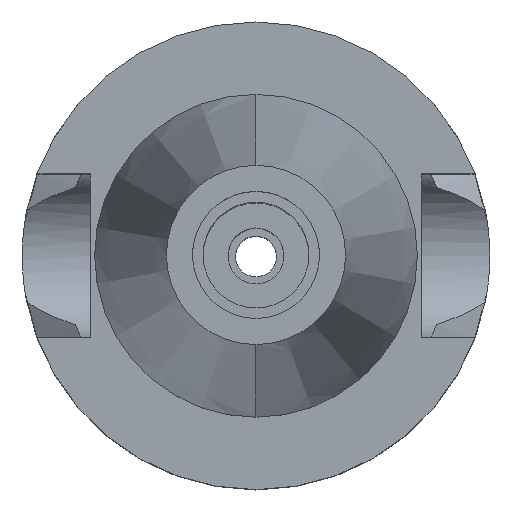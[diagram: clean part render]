
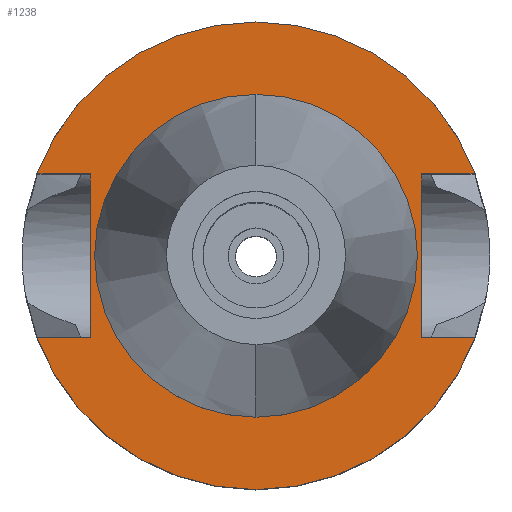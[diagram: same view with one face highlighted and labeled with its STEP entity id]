
A CAD part, top view. The second image highlights one B-rep face of the part: STEP entity #1238.
In plain terms, the highlighted planar face has unit normal (0, 0, 1).
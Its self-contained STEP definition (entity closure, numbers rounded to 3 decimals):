
#94=DIRECTION('',(0.,1.,0.));
#95=VECTOR('',#94,16.1);
#96=CARTESIAN_POINT('',(-16.3,-8.05,-1.));
#97=LINE('',#96,#95);
#101=DIRECTION('',(-1.,0.,0.));
#102=VECTOR('',#101,5.245);
#103=CARTESIAN_POINT('',(-16.3,8.05,-1.));
#104=LINE('',#103,#102);
#108=CARTESIAN_POINT('',(0.,0.,-1.));
#109=DIRECTION('',(0.,0.,-1.));
#110=DIRECTION('',(-0.937,0.35,0.));
#111=AXIS2_PLACEMENT_3D('',#108,#109,#110);
#116=CARTESIAN_POINT('',(0.,0.,-1.));
#117=DIRECTION('',(0.,0.,-1.));
#118=DIRECTION('',(0.,1.,0.));
#119=AXIS2_PLACEMENT_3D('',#116,#117,#118);
#124=DIRECTION('',(0.,-1.,0.));
#125=VECTOR('',#124,16.1);
#126=CARTESIAN_POINT('',(16.3,8.05,-1.));
#127=LINE('',#126,#125);
#131=DIRECTION('',(1.,0.,0.));
#132=VECTOR('',#131,5.245);
#133=CARTESIAN_POINT('',(16.3,-8.05,-1.));
#134=LINE('',#133,#132);
#138=CARTESIAN_POINT('',(0.,0.,-1.));
#139=DIRECTION('',(0.,0.,-1.));
#140=DIRECTION('',(0.937,-0.35,0.));
#141=AXIS2_PLACEMENT_3D('',#138,#139,#140);
#146=CARTESIAN_POINT('',(0.,0.,-1.));
#147=DIRECTION('',(0.,0.,-1.));
#148=DIRECTION('',(0.,-1.,0.));
#149=AXIS2_PLACEMENT_3D('',#146,#147,#148);
#154=CARTESIAN_POINT('',(0.,0.,-1.));
#155=DIRECTION('',(0.,0.,1.));
#156=DIRECTION('',(0.,-1.,0.));
#157=AXIS2_PLACEMENT_3D('',#154,#155,#156);
#162=CARTESIAN_POINT('',(0.,0.,-1.));
#163=DIRECTION('',(0.,0.,1.));
#164=DIRECTION('',(0.,1.,0.));
#165=AXIS2_PLACEMENT_3D('',#162,#163,#164);
#210=DIRECTION('',(-1.,0.,0.));
#211=VECTOR('',#210,5.245);
#212=CARTESIAN_POINT('',(-16.3,-8.05,-1.));
#213=LINE('',#212,#211);
#333=DIRECTION('',(1.,0.,0.));
#334=VECTOR('',#333,5.245);
#335=CARTESIAN_POINT('',(16.3,8.05,-1.));
#336=LINE('',#335,#334);
#1105=CARTESIAN_POINT('',(-16.3,-8.05,-1.));
#1106=VERTEX_POINT('',#1105);
#1107=CARTESIAN_POINT('',(-21.545,-8.05,-1.));
#1108=VERTEX_POINT('',#1107);
#1109=CARTESIAN_POINT('',(-16.3,8.05,-1.));
#1110=VERTEX_POINT('',#1109);
#1111=CARTESIAN_POINT('',(-21.545,8.05,-1.));
#1112=VERTEX_POINT('',#1111);
#1113=CARTESIAN_POINT('',(0.,23.,-1.));
#1114=CARTESIAN_POINT('',(21.545,8.05,-1.));
#1115=VERTEX_POINT('',#1113);
#1116=VERTEX_POINT('',#1114);
#1117=CARTESIAN_POINT('',(16.3,8.05,-1.));
#1118=VERTEX_POINT('',#1117);
#1119=CARTESIAN_POINT('',(16.3,-8.05,-1.));
#1120=VERTEX_POINT('',#1119);
#1121=CARTESIAN_POINT('',(21.545,-8.05,-1.));
#1122=VERTEX_POINT('',#1121);
#1123=CARTESIAN_POINT('',(0.,-23.,-1.));
#1124=VERTEX_POINT('',#1123);
#1125=CARTESIAN_POINT('',(0.,-15.875,-1.));
#1126=CARTESIAN_POINT('',(0.,15.875,-1.));
#1127=VERTEX_POINT('',#1125);
#1128=VERTEX_POINT('',#1126);
#1207=CARTESIAN_POINT('',(0.,0.,-1.));
#1208=DIRECTION('',(0.,0.,-1.));
#1209=DIRECTION('',(0.,-1.,0.));
#1210=AXIS2_PLACEMENT_3D('',#1207,#1208,#1209);
#1211=PLANE('',#1210);
#1213=ORIENTED_EDGE('',*,*,#1212,.T.);
#1215=ORIENTED_EDGE('',*,*,#1214,.T.);
#1217=ORIENTED_EDGE('',*,*,#1216,.T.);
#1219=ORIENTED_EDGE('',*,*,#1218,.T.);
#1221=ORIENTED_EDGE('',*,*,#1220,.F.);
#1223=ORIENTED_EDGE('',*,*,#1222,.T.);
#1225=ORIENTED_EDGE('',*,*,#1224,.T.);
#1227=ORIENTED_EDGE('',*,*,#1226,.T.);
#1229=ORIENTED_EDGE('',*,*,#1228,.T.);
#1231=ORIENTED_EDGE('',*,*,#1230,.F.);
#1232=EDGE_LOOP('',(#1213,#1215,#1217,#1219,#1221,#1223,#1225,#1227,#1229,
#1231));
#1233=FACE_OUTER_BOUND('',#1232,.F.);
#1234=ORIENTED_EDGE('',*,*,#1186,.T.);
#1235=ORIENTED_EDGE('',*,*,#1202,.T.);
#1236=EDGE_LOOP('',(#1234,#1235));
#1237=FACE_BOUND('',#1236,.F.);
#112=CIRCLE('',#111,23.);
#120=CIRCLE('',#119,23.);
#142=CIRCLE('',#141,23.);
#150=CIRCLE('',#149,23.);
#158=CIRCLE('',#157,15.875);
#166=CIRCLE('',#165,15.875);
#1186=EDGE_CURVE('',#1127,#1128,#158,.T.);
#1202=EDGE_CURVE('',#1128,#1127,#166,.T.);
#1212=EDGE_CURVE('',#1106,#1110,#97,.T.);
#1214=EDGE_CURVE('',#1110,#1112,#104,.T.);
#1216=EDGE_CURVE('',#1112,#1115,#112,.T.);
#1218=EDGE_CURVE('',#1115,#1116,#120,.T.);
#1220=EDGE_CURVE('',#1118,#1116,#336,.T.);
#1222=EDGE_CURVE('',#1118,#1120,#127,.T.);
#1224=EDGE_CURVE('',#1120,#1122,#134,.T.);
#1226=EDGE_CURVE('',#1122,#1124,#142,.T.);
#1228=EDGE_CURVE('',#1124,#1108,#150,.T.);
#1230=EDGE_CURVE('',#1106,#1108,#213,.T.);
#1238=ADVANCED_FACE('',(#1233,#1237),#1211,.F.);
